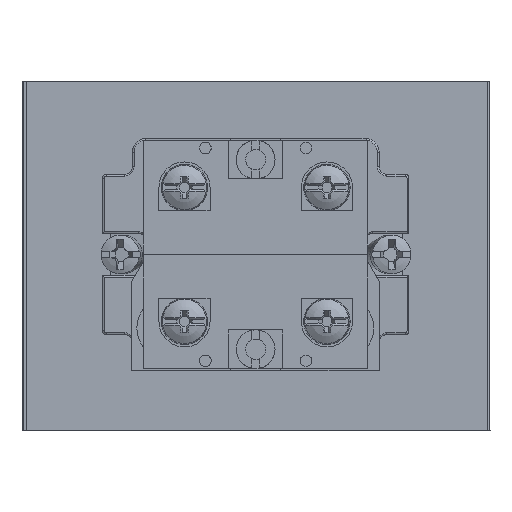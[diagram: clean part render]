
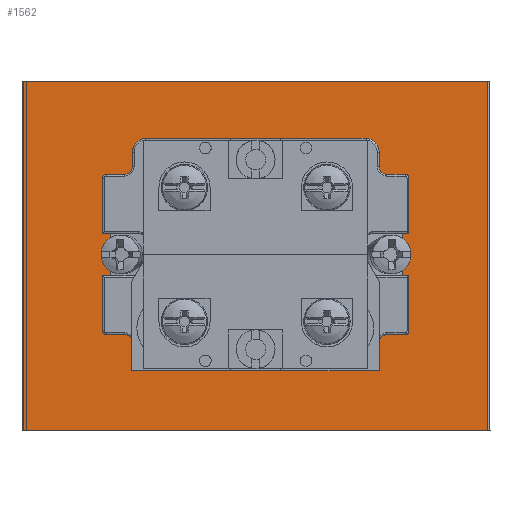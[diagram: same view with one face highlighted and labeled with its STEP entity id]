
A CAD part, left-side view. The second image highlights one B-rep face of the part: STEP entity #1562.
In plain terms, the highlighted planar face has unit normal (-1, 0, 0).
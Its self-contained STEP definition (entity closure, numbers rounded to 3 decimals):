
#1390=CARTESIAN_POINT('',(-15.704,-32.725,11.25));
#1391=VERTEX_POINT('',#1390);
#1392=CARTESIAN_POINT('',(-15.704,-32.725,22.5));
#1393=DIRECTION('',(1.0,0.0,0.0));
#1394=DIRECTION('',(0.0,0.0,1.0));
#1395=AXIS2_PLACEMENT_3D('',#1392,#1393,#1394);
#1396=CIRCLE('',#1395,11.25);
#1397=EDGE_CURVE('',#1391,#1391,#1396,.T.);
#1424=CARTESIAN_POINT('',(-15.704,-2.725,45.0));
#1425=VERTEX_POINT('',#1424);
#1444=CARTESIAN_POINT('',(-15.704,-2.725,0.0));
#1445=VERTEX_POINT('',#1444);
#1454=CARTESIAN_POINT('',(-15.704,-2.725,0.0));
#1455=DIRECTION('',(0.0,0.0,1.0));
#1456=VECTOR('',#1455,45.0);
#1457=LINE('',#1454,#1456);
#1458=EDGE_CURVE('',#1445,#1425,#1457,.T.);
#1508=CARTESIAN_POINT('',(-15.704,-62.725,45.0));
#1509=VERTEX_POINT('',#1508);
#1518=CARTESIAN_POINT('',(-15.704,-62.725,0.0));
#1519=VERTEX_POINT('',#1518);
#1520=CARTESIAN_POINT('',(-15.704,-62.725,0.0));
#1521=DIRECTION('',(0.0,0.0,1.0));
#1522=VECTOR('',#1521,45.0);
#1523=LINE('',#1520,#1522);
#1524=EDGE_CURVE('',#1519,#1509,#1523,.T.);
#1538=CARTESIAN_POINT('',(-15.704,-62.725,0.0));
#1539=DIRECTION('',(-1.0,0.0,0.0));
#1540=DIRECTION('',(0.0,0.0,1.0));
#1541=AXIS2_PLACEMENT_3D('',#1538,#1539,#1540);
#1542=PLANE('',#1541);
#1543=CARTESIAN_POINT('',(-15.704,-62.725,45.0));
#1544=DIRECTION('',(0.0,1.0,0.0));
#1545=VECTOR('',#1544,60.0);
#1546=LINE('',#1543,#1545);
#1547=EDGE_CURVE('',#1509,#1425,#1546,.T.);
#1548=ORIENTED_EDGE('',*,*,#1547,.T.);
#1549=ORIENTED_EDGE('',*,*,#1458,.F.);
#1550=CARTESIAN_POINT('',(-15.704,-2.725,0.0));
#1551=DIRECTION('',(0.0,-1.0,0.0));
#1552=VECTOR('',#1551,60.0);
#1553=LINE('',#1550,#1552);
#1554=EDGE_CURVE('',#1445,#1519,#1553,.T.);
#1555=ORIENTED_EDGE('',*,*,#1554,.T.);
#1556=ORIENTED_EDGE('',*,*,#1524,.T.);
#1557=EDGE_LOOP('',(#1548,#1549,#1555,#1556));
#1558=FACE_OUTER_BOUND('',#1557,.T.);
#1559=ORIENTED_EDGE('',*,*,#1397,.T.);
#1560=EDGE_LOOP('',(#1559));
#1561=FACE_BOUND('',#1560,.T.);
#1562=ADVANCED_FACE('',(#1558,#1561),#1542,.T.);
